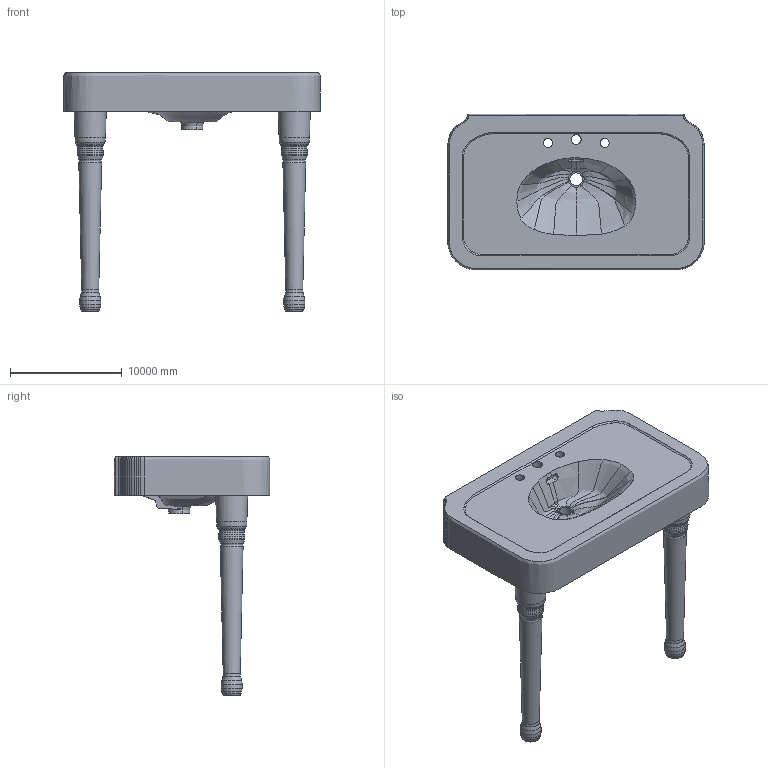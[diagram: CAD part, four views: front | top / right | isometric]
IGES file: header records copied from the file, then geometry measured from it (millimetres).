
Global section: file name: 80057; native system: AutoCAD 2016 - English; preprocessor: Autodesk Translation Framework DWG producer (atf_dwg_producer); organization: unknown; date: 20170210.130128; units: inch
Bounding box: 22992.09 x 13971.68 x 21336 mm (x, y, z)
Volume: 1094047672160.5 mm3; surface area: 1298043682.5 mm2
Topology: 4 solids, 4 shells, 143 faces, 419 edges, 288 vertices
Faces by surface type: bspline 143
